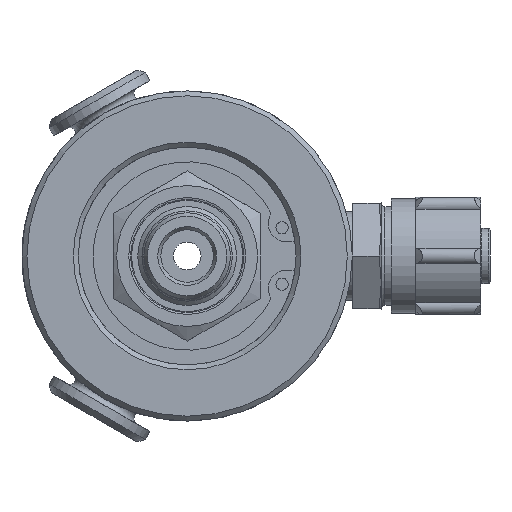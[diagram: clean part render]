
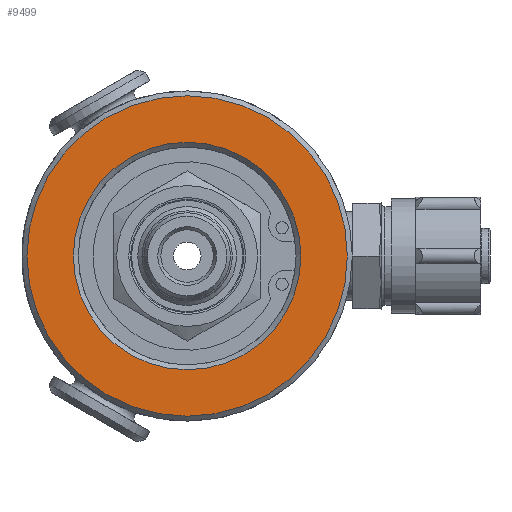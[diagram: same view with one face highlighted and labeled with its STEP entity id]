
A CAD part, left-side view. The second image highlights one B-rep face of the part: STEP entity #9499.
In plain terms, the highlighted planar face has unit normal (-1, 0, 0).
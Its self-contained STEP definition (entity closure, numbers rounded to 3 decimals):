
#1814=FACE_BOUND('',#2993,.T.);
#1945=PLANE('',#10196);
#2420=FACE_OUTER_BOUND('',#2992,.T.);
#2992=EDGE_LOOP('',(#6983));
#2993=EDGE_LOOP('',(#6984));
#3659=CIRCLE('',#10194,18.425);
#3661=CIRCLE('',#10197,25.935);
#4243=VERTEX_POINT('',#14006);
#4244=VERTEX_POINT('',#14011);
#5306=EDGE_CURVE('',#4243,#4243,#3659,.T.);
#5308=EDGE_CURVE('',#4244,#4244,#3661,.T.);
#6983=ORIENTED_EDGE('',*,*,#5308,.F.);
#6984=ORIENTED_EDGE('',*,*,#5306,.F.);
#9499=ADVANCED_FACE('',(#2420,#1814),#1945,.T.);
#10194=AXIS2_PLACEMENT_3D('',#14008,#11459,#11460);
#10196=AXIS2_PLACEMENT_3D('',#14010,#11463,#11464);
#10197=AXIS2_PLACEMENT_3D('',#14012,#11465,#11466);
#11459=DIRECTION('center_axis',(-1.,0.,0.));
#11460=DIRECTION('ref_axis',(0.,-1.,0.));
#11463=DIRECTION('center_axis',(-1.,0.,0.));
#11464=DIRECTION('ref_axis',(0.,0.,1.));
#11465=DIRECTION('center_axis',(1.,0.,0.));
#11466=DIRECTION('ref_axis',(0.,-1.,0.));
#14006=CARTESIAN_POINT('',(0.,18.425,0.));
#14008=CARTESIAN_POINT('Origin',(0.,0.,0.));
#14010=CARTESIAN_POINT('Origin',(0.,13.368,0.));
#14011=CARTESIAN_POINT('',(0.,25.935,0.));
#14012=CARTESIAN_POINT('Origin',(0.,0.,0.));
